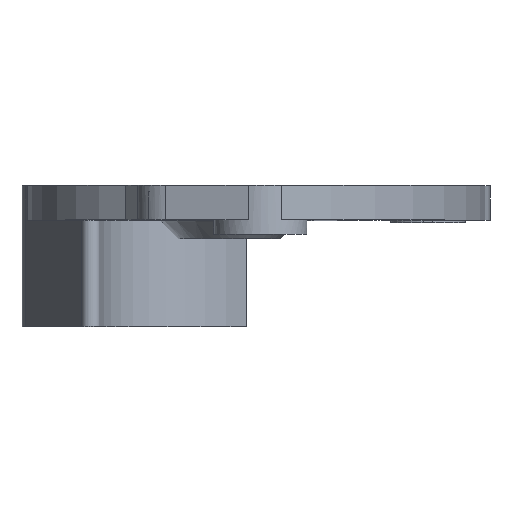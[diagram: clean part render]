
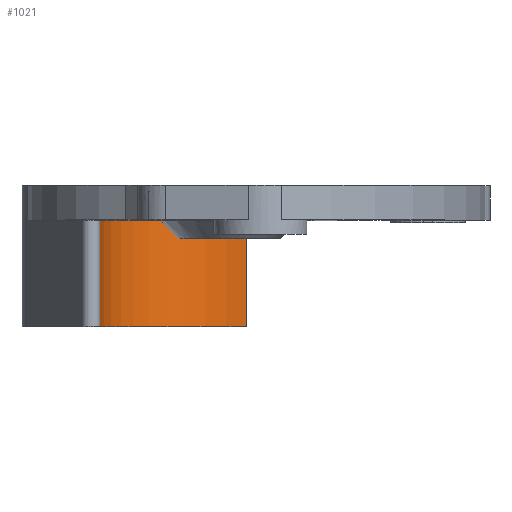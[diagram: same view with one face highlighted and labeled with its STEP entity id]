
A CAD part, top view. The second image highlights one B-rep face of the part: STEP entity #1021.
In plain terms, the highlighted cylindrical face has radius 14 mm (diameter 28 mm), a partial arc.
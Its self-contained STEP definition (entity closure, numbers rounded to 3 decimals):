
#34=LINE('',#1580,#119);
#76=LINE('',#1709,#161);
#119=VECTOR('',#1249,10.);
#161=VECTOR('',#1395,10.);
#204=CYLINDRICAL_SURFACE('',#1137,14.);
#268=FACE_OUTER_BOUND('',#339,.T.);
#339=EDGE_LOOP('',(#860,#861,#862,#863));
#374=CIRCLE('',#1075,14.);
#404=CIRCLE('',#1138,14.);
#440=VERTEX_POINT('',#1541);
#441=VERTEX_POINT('',#1543);
#457=VERTEX_POINT('',#1578);
#492=VERTEX_POINT('',#1708);
#539=EDGE_CURVE('',#441,#440,#374,.T.);
#558=EDGE_CURVE('',#457,#440,#34,.T.);
#621=EDGE_CURVE('',#492,#441,#76,.T.);
#624=EDGE_CURVE('',#492,#457,#404,.T.);
#860=ORIENTED_EDGE('',*,*,#539,.T.);
#861=ORIENTED_EDGE('',*,*,#558,.F.);
#862=ORIENTED_EDGE('',*,*,#624,.F.);
#863=ORIENTED_EDGE('',*,*,#621,.T.);
#1021=ADVANCED_FACE('',(#268),#204,.F.);
#1075=AXIS2_PLACEMENT_3D('',#1544,#1220,#1221);
#1137=AXIS2_PLACEMENT_3D('',#1713,#1399,#1400);
#1138=AXIS2_PLACEMENT_3D('',#1714,#1401,#1402);
#1220=DIRECTION('center_axis',(0.,1.,0.));
#1221=DIRECTION('ref_axis',(-0.684,0.,-0.73));
#1249=DIRECTION('',(0.,1.,0.));
#1395=DIRECTION('',(0.,1.,0.));
#1399=DIRECTION('center_axis',(0.,-1.,0.));
#1400=DIRECTION('ref_axis',(-0.684,0.,-0.73));
#1401=DIRECTION('center_axis',(0.,1.,0.));
#1402=DIRECTION('ref_axis',(1.,0.,0.));
#1541=CARTESIAN_POINT('',(-548.872,-68.784,-339.267));
#1543=CARTESIAN_POINT('',(-533.079,-68.784,-354.061));
#1544=CARTESIAN_POINT('Origin',(-534.902,-68.784,-340.18));
#1578=CARTESIAN_POINT('',(-548.872,-80.202,-339.267));
#1580=CARTESIAN_POINT('',(-548.872,-68.284,-339.267));
#1708=CARTESIAN_POINT('',(-533.079,-80.202,-354.061));
#1709=CARTESIAN_POINT('',(-533.079,-68.284,-354.061));
#1713=CARTESIAN_POINT('Origin',(-534.902,-64.202,-340.18));
#1714=CARTESIAN_POINT('Origin',(-534.902,-80.202,-340.18));
